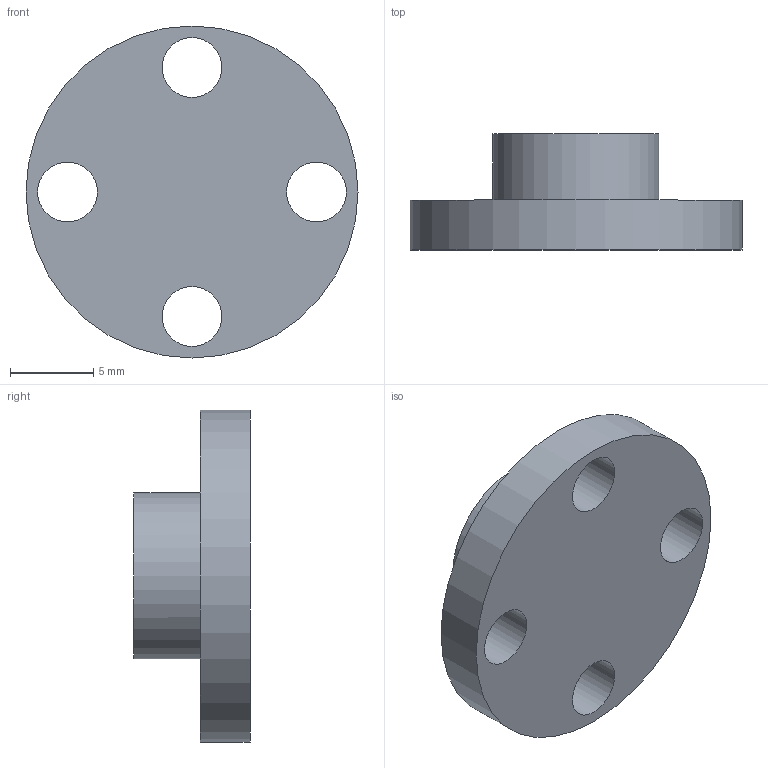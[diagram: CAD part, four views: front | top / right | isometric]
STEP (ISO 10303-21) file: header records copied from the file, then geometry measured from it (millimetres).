
FILE_DESCRIPTION(/* description */ (''),/* implementation_level */ '2;1');
FILE_NAME(/* name */ 'втулка.stp',/* time_stamp */ '2023-02-18T23:17:40+03:00',/* author */ ('Tasya'),/* organization */ (''),/* preprocessor_version */ 'ST-DEVELOPER v18.1',/* originating_system */ 'Autodesk Inventor 2021',/* authorisation */ '');
FILE_SCHEMA (('AUTOMOTIVE_DESIGN { 1 0 10303 214 3 1 1 }'));
Length unit declared in the file: millimetre
Products named in the file (1): втулка
Bounding box: 20 x 7 x 20 mm (x, y, z)
Volume: 1015.4 mm3; surface area: 1065.9 mm2
Topology: 1 solids, 1 shells, 15 faces, 43 edges, 32 vertices
Faces by surface type: cylinder 7, cone 4, plane 4
Full cylindrical faces by diameter (mm): 3.6 x4, 6.1 x1, 10 x1, 20 x1
Entity records: 586 total; most frequent: DIRECTION 107, CARTESIAN_POINT 91, ORIENTED_EDGE 86, AXIS2_PLACEMENT_3D 48, EDGE_CURVE 43, CIRCLE 32, VERTEX_POINT 32, EDGE_LOOP 25
